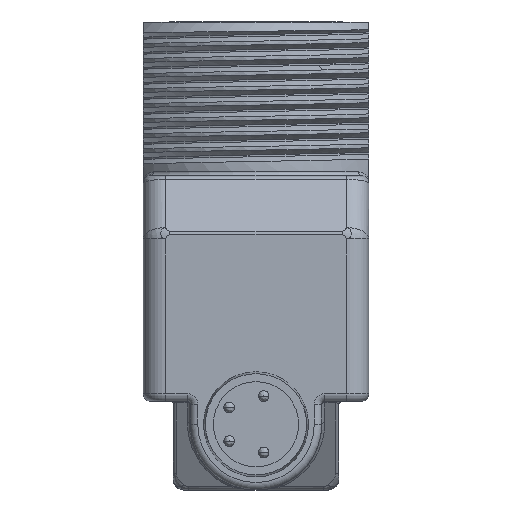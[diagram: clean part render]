
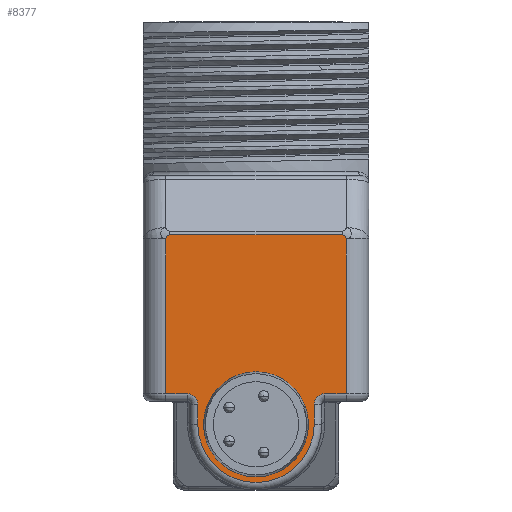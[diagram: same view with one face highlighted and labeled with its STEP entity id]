
A CAD part, front view. The second image highlights one B-rep face of the part: STEP entity #8377.
In plain terms, the highlighted planar face has unit normal (0, -1, 0).
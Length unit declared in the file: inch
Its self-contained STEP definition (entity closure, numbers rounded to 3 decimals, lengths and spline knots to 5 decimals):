
#1039=DIRECTION('',(0.,0.,-1.));
#1040=VECTOR('',#1039,0.40544);
#1041=CARTESIAN_POINT('',(-0.23622,-0.67913,
0.13772));
#1042=LINE('',#1041,#1040);
#1052=CARTESIAN_POINT('',(-0.23622,-0.67913,
0.13772));
#1053=CARTESIAN_POINT('',(-0.23608,-0.67913,
0.14281));
#1054=CARTESIAN_POINT('',(-0.23076,-0.67913,
0.14827));
#1055=CARTESIAN_POINT('',(-0.22567,-0.67913,
0.14827));
#1057=CARTESIAN_POINT('',(0.23622,-0.67913,
0.13772));
#1058=CARTESIAN_POINT('',(0.23608,-0.67913,
0.14281));
#1059=CARTESIAN_POINT('',(0.23076,-0.67913,
0.14827));
#1060=CARTESIAN_POINT('',(0.22567,-0.67913,
0.14827));
#1062=CARTESIAN_POINT('',(0.,-0.67913,-0.34764));
#1063=DIRECTION('',(0.,-1.,0.));
#1064=DIRECTION('',(1.,0.,0.));
#1065=AXIS2_PLACEMENT_3D('',#1062,#1063,#1064);
#1067=CARTESIAN_POINT('',(0.,-0.67913,-0.34764));
#1068=DIRECTION('',(0.,-1.,0.));
#1069=DIRECTION('',(-1.,0.,0.));
#1070=AXIS2_PLACEMENT_3D('',#1067,#1068,#1069);
#1076=DIRECTION('',(0.,0.,1.));
#1077=VECTOR('',#1076,0.40544);
#1078=CARTESIAN_POINT('',(0.23622,-0.67913,
-0.26772));
#1079=LINE('',#1078,#1077);
#1104=DIRECTION('',(-1.,0.,0.));
#1105=VECTOR('',#1104,0.0563);
#1106=CARTESIAN_POINT('',(0.23622,-0.67913,
-0.26772));
#1107=LINE('',#1106,#1105);
#1118=CARTESIAN_POINT('',(0.17992,-0.67913,
-0.29528));
#1119=DIRECTION('',(0.,-1.,0.));
#1120=DIRECTION('',(0.,0.,1.));
#1121=AXIS2_PLACEMENT_3D('',#1118,#1119,#1120);
#1379=DIRECTION('',(-1.,0.,0.));
#1380=VECTOR('',#1379,0.0563);
#1381=CARTESIAN_POINT('',(-0.17992,-0.67913,
-0.26772));
#1382=LINE('',#1381,#1380);
#1393=CARTESIAN_POINT('',(-0.17992,-0.67913,
-0.29528));
#1394=DIRECTION('',(0.,-1.,0.));
#1395=DIRECTION('',(1.,0.,0.));
#1396=AXIS2_PLACEMENT_3D('',#1393,#1394,#1395);
#1424=DIRECTION('',(0.,0.,1.));
#1425=VECTOR('',#1424,0.05236);
#1426=CARTESIAN_POINT('',(-0.15236,-0.67913,
-0.34764));
#1427=LINE('',#1426,#1425);
#1438=CARTESIAN_POINT('',(0.,-0.67913,-0.34764));
#1439=DIRECTION('',(0.,1.,0.));
#1440=DIRECTION('',(1.,0.,0.));
#1441=AXIS2_PLACEMENT_3D('',#1438,#1439,#1440);
#1456=DIRECTION('',(0.,0.,-1.));
#1457=VECTOR('',#1456,0.05236);
#1458=CARTESIAN_POINT('',(0.15236,-0.67913,
-0.29528));
#1459=LINE('',#1458,#1457);
#2513=DIRECTION('',(-1.,0.,0.));
#2514=VECTOR('',#2513,0.45134);
#2515=CARTESIAN_POINT('',(0.22567,-0.67913,
0.14827));
#2516=LINE('',#2515,#2514);
#6903=VERTEX_POINT('',#1057);
#6904=VERTEX_POINT('',#1060);
#6910=CARTESIAN_POINT('',(-0.22567,-0.67913,
0.14827));
#6911=VERTEX_POINT('',#6910);
#6912=VERTEX_POINT('',#1052);
#7463=CARTESIAN_POINT('',(-0.23622,-0.67913,
-0.26772));
#7464=VERTEX_POINT('',#7463);
#7467=CARTESIAN_POINT('',(-0.17992,-0.67913,
-0.26772));
#7468=VERTEX_POINT('',#7467);
#7471=CARTESIAN_POINT('',(-0.15236,-0.67913,
-0.29528));
#7472=VERTEX_POINT('',#7471);
#7475=CARTESIAN_POINT('',(-0.15236,-0.67913,
-0.34764));
#7476=VERTEX_POINT('',#7475);
#7479=CARTESIAN_POINT('',(0.15236,-0.67913,
-0.34764));
#7480=VERTEX_POINT('',#7479);
#7483=CARTESIAN_POINT('',(0.15236,-0.67913,
-0.29528));
#7484=VERTEX_POINT('',#7483);
#7487=CARTESIAN_POINT('',(0.17992,-0.67913,
-0.26772));
#7488=VERTEX_POINT('',#7487);
#7491=CARTESIAN_POINT('',(0.23622,-0.67913,
-0.26772));
#7492=VERTEX_POINT('',#7491);
#7642=CARTESIAN_POINT('',(0.1275,-0.67913,-0.34764));
#7643=CARTESIAN_POINT('',(-0.1275,-0.67913,-0.34764));
#7644=VERTEX_POINT('',#7642);
#7645=VERTEX_POINT('',#7643);
#8341=CARTESIAN_POINT('',(-0.29528,-0.67913,0.));
#8342=DIRECTION('',(0.,-1.,0.));
#8343=DIRECTION('',(1.,0.,0.));
#8344=AXIS2_PLACEMENT_3D('',#8341,#8342,#8343);
#8345=PLANE('',#8344);
#8347=ORIENTED_EDGE('',*,*,#8346,.F.);
#8349=ORIENTED_EDGE('',*,*,#8348,.T.);
#8351=ORIENTED_EDGE('',*,*,#8350,.T.);
#8353=ORIENTED_EDGE('',*,*,#8352,.T.);
#8355=ORIENTED_EDGE('',*,*,#8354,.T.);
#8357=ORIENTED_EDGE('',*,*,#8356,.T.);
#8359=ORIENTED_EDGE('',*,*,#8358,.T.);
#8361=ORIENTED_EDGE('',*,*,#8360,.T.);
#8362=ORIENTED_EDGE('',*,*,#8331,.F.);
#8364=ORIENTED_EDGE('',*,*,#8363,.T.);
#8366=ORIENTED_EDGE('',*,*,#8365,.F.);
#8368=ORIENTED_EDGE('',*,*,#8367,.F.);
#8369=EDGE_LOOP('',(#8347,#8349,#8351,#8353,#8355,#8357,#8359,#8361,#8362,#8364,
#8366,#8368));
#8370=FACE_OUTER_BOUND('',#8369,.F.);
#8372=ORIENTED_EDGE('',*,*,#8371,.T.);
#8374=ORIENTED_EDGE('',*,*,#8373,.T.);
#8375=EDGE_LOOP('',(#8372,#8374));
#8376=FACE_BOUND('',#8375,.F.);
#8377=ADVANCED_FACE('',(#8370,#8376),#8345,.T.);
#1056=B_SPLINE_CURVE_WITH_KNOTS('',3,(#1052,#1053,#1054,#1055),.UNSPECIFIED.,
.F.,.F.,(4,4),(0.,1.),.UNSPECIFIED.);
#1061=B_SPLINE_CURVE_WITH_KNOTS('',3,(#1057,#1058,#1059,#1060),.UNSPECIFIED.,
.F.,.F.,(4,4),(0.,1.),.UNSPECIFIED.);
#1066=CIRCLE('',#1065,0.1275);
#1071=CIRCLE('',#1070,0.1275);
#1122=CIRCLE('',#1121,0.02756);
#1397=CIRCLE('',#1396,0.02756);
#1442=CIRCLE('',#1441,0.15236);
#8331=EDGE_CURVE('',#6912,#7464,#1042,.T.);
#8346=EDGE_CURVE('',#7492,#6903,#1079,.T.);
#8348=EDGE_CURVE('',#7492,#7488,#1107,.T.);
#8350=EDGE_CURVE('',#7488,#7484,#1122,.T.);
#8352=EDGE_CURVE('',#7484,#7480,#1459,.T.);
#8354=EDGE_CURVE('',#7480,#7476,#1442,.T.);
#8356=EDGE_CURVE('',#7476,#7472,#1427,.T.);
#8358=EDGE_CURVE('',#7472,#7468,#1397,.T.);
#8360=EDGE_CURVE('',#7468,#7464,#1382,.T.);
#8363=EDGE_CURVE('',#6912,#6911,#1056,.T.);
#8365=EDGE_CURVE('',#6904,#6911,#2516,.T.);
#8367=EDGE_CURVE('',#6903,#6904,#1061,.T.);
#8371=EDGE_CURVE('',#7644,#7645,#1066,.T.);
#8373=EDGE_CURVE('',#7645,#7644,#1071,.T.);
